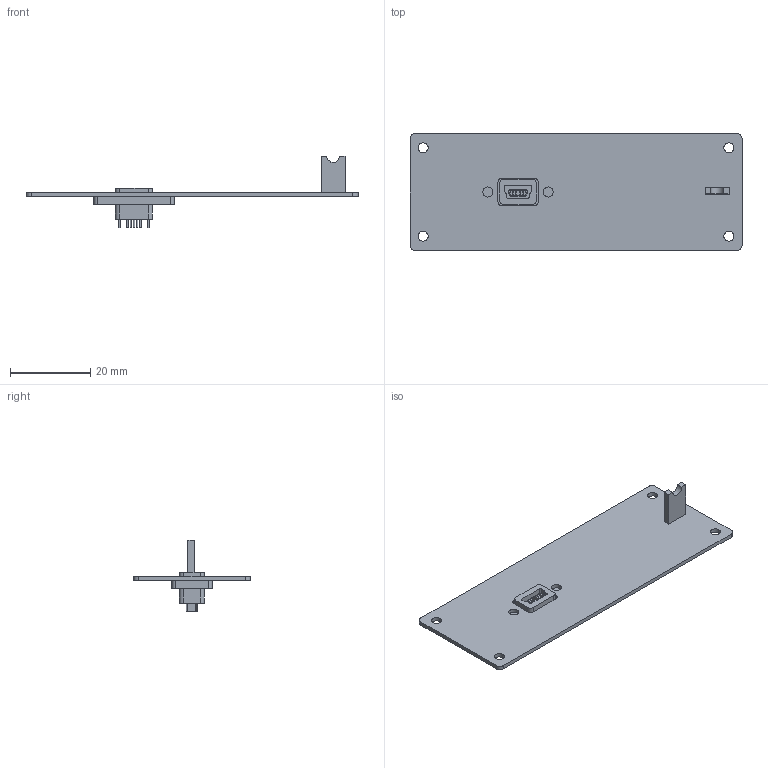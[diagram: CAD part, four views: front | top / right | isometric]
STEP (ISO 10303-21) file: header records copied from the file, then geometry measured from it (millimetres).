
FILE_DESCRIPTION((''),'2;1');
FILE_NAME('GOMX-Interstage-FPP.stp','2013-06-24T10:04:44',('karl'),(''),'Autodesk Inventor 2011','Autodesk Inventor 2011','');
FILE_SCHEMA(('AUTOMOTIVE_DESIGN { 1 0 10303 214 1 1 1 1 }'));
Length unit declared in the file: millimetre
Products named in the file (3): fpp; User Library-USB-B-Vert-MINI
Assembly tree (2 placements, depth 2):
  fpp
    fpp
    User Library-USB-B-Vert-MINI
Bounding box: 82.5 x 29 x 17.8 mm (x, y, z)
Volume: 2993.5 mm3; surface area: 6028.2 mm2
Topology: 2 solids, 2 shells, 164 faces, 428 edges, 282 vertices
Faces by surface type: plane 116, cylinder 48
Full cylindrical faces by diameter (mm): 0.35 x5, 2.5 x6
Entity records: 5191 total; most frequent: CARTESIAN_POINT 864, DIRECTION 851, ORIENTED_EDGE 830, EDGE_CURVE 415, VECTOR 317, LINE 317, VERTEX_POINT 280, AXIS2_PLACEMENT_3D 267
